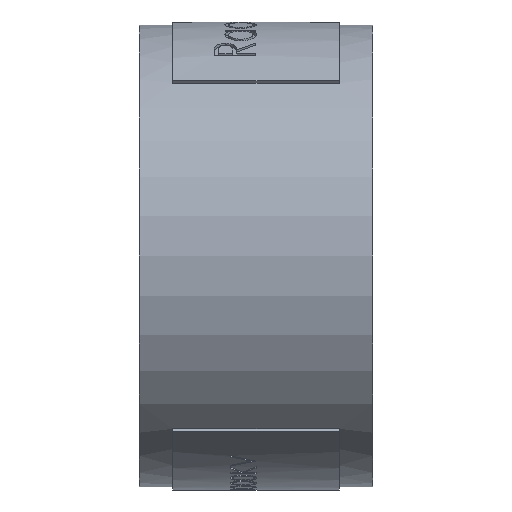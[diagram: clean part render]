
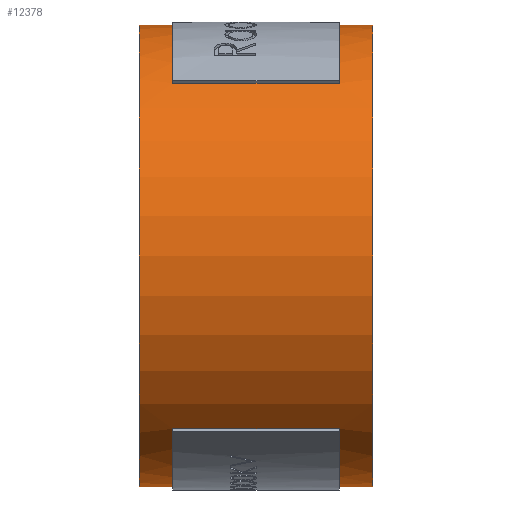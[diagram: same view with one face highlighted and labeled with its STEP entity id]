
A CAD part, left-side view. The second image highlights one B-rep face of the part: STEP entity #12378.
In plain terms, the highlighted cylindrical face has radius 13.825 mm (diameter 27.65 mm), a partial arc.
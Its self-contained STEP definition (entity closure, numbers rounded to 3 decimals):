
#42 = LINE ( 'NONE', #3578, #4184 ) ;
#175 = CARTESIAN_POINT ( 'NONE',  ( 0., 14., -13.825 ) ) ;
#592 = CARTESIAN_POINT ( 'NONE',  ( -9.151, 2., -10.363 ) ) ;
#597 = EDGE_CURVE ( 'NONE', #12082, #10378, #16308, .T. ) ;
#1109 = VERTEX_POINT ( 'NONE', #14435 ) ;
#1209 = AXIS2_PLACEMENT_3D ( 'NONE', #22935, #1296, #3056 ) ;
#1276 = FACE_OUTER_BOUND ( 'NONE', #18266, .T. ) ;
#1296 = DIRECTION ( 'NONE',  ( 0., 1., 0. ) ) ;
#1506 = CARTESIAN_POINT ( 'NONE',  ( 0., 14., 0. ) ) ;
#1609 = CARTESIAN_POINT ( 'NONE',  ( 0., 2., -13.825 ) ) ;
#1748 = ORIENTED_EDGE ( 'NONE', *, *, #3172, .T. ) ;
#1755 = DIRECTION ( 'NONE',  ( 0.662, 0., -0.75 ) ) ;
#1757 = DIRECTION ( 'NONE',  ( -0.662, 0., 0.75 ) ) ;
#1983 = DIRECTION ( 'NONE',  ( 0., -1., 0. ) ) ;
#2207 = VERTEX_POINT ( 'NONE', #20057 ) ;
#2570 = AXIS2_PLACEMENT_3D ( 'NONE', #18076, #1983, #1755 ) ;
#2673 = CARTESIAN_POINT ( 'NONE',  ( -9.151, 2., 10.363 ) ) ;
#2936 = CARTESIAN_POINT ( 'NONE',  ( 0., 0., 13.825 ) ) ;
#3056 = DIRECTION ( 'NONE',  ( 0., 0., 1. ) ) ;
#3172 = EDGE_CURVE ( 'NONE', #1109, #13663, #12857, .T. ) ;
#3262 = DIRECTION ( 'NONE',  ( 0., -1., 0. ) ) ;
#3342 = CARTESIAN_POINT ( 'NONE',  ( 0., 14., 13.825 ) ) ;
#3578 = CARTESIAN_POINT ( 'NONE',  ( 0., 14., 13.825 ) ) ;
#3637 = DIRECTION ( 'NONE',  ( 0., -1., 0. ) ) ;
#3821 = CIRCLE ( 'NONE', #1209, 13.825 ) ;
#3954 = VECTOR ( 'NONE', #23129, 1000. ) ;
#4184 = VECTOR ( 'NONE', #7228, 1000. ) ;
#4693 = AXIS2_PLACEMENT_3D ( 'NONE', #16099, #19973, #9064 ) ;
#4758 = EDGE_CURVE ( 'NONE', #10378, #22043, #15393, .T. ) ;
#5842 = VERTEX_POINT ( 'NONE', #12514 ) ;
#6190 = EDGE_CURVE ( 'NONE', #8071, #17980, #20856, .T. ) ;
#6225 = AXIS2_PLACEMENT_3D ( 'NONE', #9162, #3637, #1757 ) ;
#6449 = VECTOR ( 'NONE', #3262, 1000. ) ;
#6714 = AXIS2_PLACEMENT_3D ( 'NONE', #14190, #15963, #10568 ) ;
#6892 = ORIENTED_EDGE ( 'NONE', *, *, #22587, .F. ) ;
#7051 = ORIENTED_EDGE ( 'NONE', *, *, #10798, .T. ) ;
#7228 = DIRECTION ( 'NONE',  ( 0., -1., 0. ) ) ;
#7471 = CARTESIAN_POINT ( 'NONE',  ( 0., 2., 0. ) ) ;
#8071 = VERTEX_POINT ( 'NONE', #15343 ) ;
#8197 = ORIENTED_EDGE ( 'NONE', *, *, #17550, .F. ) ;
#8240 = EDGE_CURVE ( 'NONE', #22043, #19457, #17202, .T. ) ;
#8329 = CARTESIAN_POINT ( 'NONE',  ( 0., 0., -13.825 ) ) ;
#8356 = EDGE_CURVE ( 'NONE', #5842, #13663, #13827, .T. ) ;
#8661 = ORIENTED_EDGE ( 'NONE', *, *, #8945, .F. ) ;
#8945 = EDGE_CURVE ( 'NONE', #15579, #8071, #16018, .T. ) ;
#9064 = DIRECTION ( 'NONE',  ( 0.662, 0., -0.75 ) ) ;
#9162 = CARTESIAN_POINT ( 'NONE',  ( 0., 12., 0. ) ) ;
#9246 = DIRECTION ( 'NONE',  ( 0., -1., 0. ) ) ;
#9344 = DIRECTION ( 'NONE',  ( 0., -1., 0. ) ) ;
#10226 = CARTESIAN_POINT ( 'NONE',  ( 0., 14., 13.825 ) ) ;
#10378 = VERTEX_POINT ( 'NONE', #1609 ) ;
#10568 = DIRECTION ( 'NONE',  ( 0., 0., 1. ) ) ;
#10742 = DIRECTION ( 'NONE',  ( 0., -1., 0. ) ) ;
#10798 = EDGE_CURVE ( 'NONE', #2207, #20403, #17923, .T. ) ;
#11917 = AXIS2_PLACEMENT_3D ( 'NONE', #7471, #9246, #21811 ) ;
#12082 = VERTEX_POINT ( 'NONE', #592 ) ;
#12223 = CARTESIAN_POINT ( 'NONE',  ( -9.151, 12., 10.363 ) ) ;
#12304 = CARTESIAN_POINT ( 'NONE',  ( -9.151, 12., 10.363 ) ) ;
#12378 = ADVANCED_FACE ( 'NONE', ( #1276 ), #22915, .T. ) ;
#12514 = CARTESIAN_POINT ( 'NONE',  ( -9.151, 12., -10.363 ) ) ;
#12737 = CARTESIAN_POINT ( 'NONE',  ( -9.151, 2., -10.363 ) ) ;
#12857 = LINE ( 'NONE', #175, #23110 ) ;
#13663 = VERTEX_POINT ( 'NONE', #20472 ) ;
#13827 = CIRCLE ( 'NONE', #2570, 13.825 ) ;
#13985 = ORIENTED_EDGE ( 'NONE', *, *, #597, .T. ) ;
#14190 = CARTESIAN_POINT ( 'NONE',  ( 0., 0., 0. ) ) ;
#14435 = CARTESIAN_POINT ( 'NONE',  ( 0., 14., -13.825 ) ) ;
#14842 = LINE ( 'NONE', #12737, #15056 ) ;
#15056 = VECTOR ( 'NONE', #18033, 1000. ) ;
#15343 = CARTESIAN_POINT ( 'NONE',  ( 0., 12., 13.825 ) ) ;
#15393 = LINE ( 'NONE', #15816, #3954 ) ;
#15579 = VERTEX_POINT ( 'NONE', #10226 ) ;
#15816 = CARTESIAN_POINT ( 'NONE',  ( 0., 14., -13.825 ) ) ;
#15924 = ORIENTED_EDGE ( 'NONE', *, *, #17022, .F. ) ;
#15942 = DIRECTION ( 'NONE',  ( 0., 0., -1. ) ) ;
#15963 = DIRECTION ( 'NONE',  ( 0., 1., 0. ) ) ;
#16018 = LINE ( 'NONE', #3342, #17576 ) ;
#16099 = CARTESIAN_POINT ( 'NONE',  ( 0., 2., 0. ) ) ;
#16308 = CIRCLE ( 'NONE', #4693, 13.825 ) ;
#16971 = ORIENTED_EDGE ( 'NONE', *, *, #4758, .T. ) ;
#17022 = EDGE_CURVE ( 'NONE', #1109, #15579, #3821, .T. ) ;
#17202 = CIRCLE ( 'NONE', #6714, 13.825 ) ;
#17484 = DIRECTION ( 'NONE',  ( 0., -1., 0. ) ) ;
#17550 = EDGE_CURVE ( 'NONE', #17980, #20403, #23026, .T. ) ;
#17576 = VECTOR ( 'NONE', #10742, 1000. ) ;
#17923 = CIRCLE ( 'NONE', #11917, 13.825 ) ;
#17980 = VERTEX_POINT ( 'NONE', #12223 ) ;
#18033 = DIRECTION ( 'NONE',  ( 0., 1., 0. ) ) ;
#18076 = CARTESIAN_POINT ( 'NONE',  ( 0., 12., 0. ) ) ;
#18266 = EDGE_LOOP ( 'NONE', ( #8661, #15924, #1748, #22030, #18753, #13985, #16971, #21229, #6892, #7051, #8197, #19198 ) ) ;
#18753 = ORIENTED_EDGE ( 'NONE', *, *, #18953, .F. ) ;
#18953 = EDGE_CURVE ( 'NONE', #12082, #5842, #14842, .T. ) ;
#19198 = ORIENTED_EDGE ( 'NONE', *, *, #6190, .F. ) ;
#19457 = VERTEX_POINT ( 'NONE', #2936 ) ;
#19973 = DIRECTION ( 'NONE',  ( 0., -1., 0. ) ) ;
#20057 = CARTESIAN_POINT ( 'NONE',  ( 0., 2., 13.825 ) ) ;
#20403 = VERTEX_POINT ( 'NONE', #2673 ) ;
#20472 = CARTESIAN_POINT ( 'NONE',  ( 0., 12., -13.825 ) ) ;
#20856 = CIRCLE ( 'NONE', #6225, 13.825 ) ;
#21229 = ORIENTED_EDGE ( 'NONE', *, *, #8240, .T. ) ;
#21321 = AXIS2_PLACEMENT_3D ( 'NONE', #1506, #17484, #15942 ) ;
#21811 = DIRECTION ( 'NONE',  ( -0.662, 0., 0.75 ) ) ;
#22030 = ORIENTED_EDGE ( 'NONE', *, *, #8356, .F. ) ;
#22043 = VERTEX_POINT ( 'NONE', #8329 ) ;
#22587 = EDGE_CURVE ( 'NONE', #2207, #19457, #42, .T. ) ;
#22915 = CYLINDRICAL_SURFACE ( 'NONE', #21321, 13.825 ) ;
#22935 = CARTESIAN_POINT ( 'NONE',  ( 0., 14., 0. ) ) ;
#23026 = LINE ( 'NONE', #12304, #6449 ) ;
#23110 = VECTOR ( 'NONE', #9344, 1000. ) ;
#23129 = DIRECTION ( 'NONE',  ( 0., -1., 0. ) ) ;
